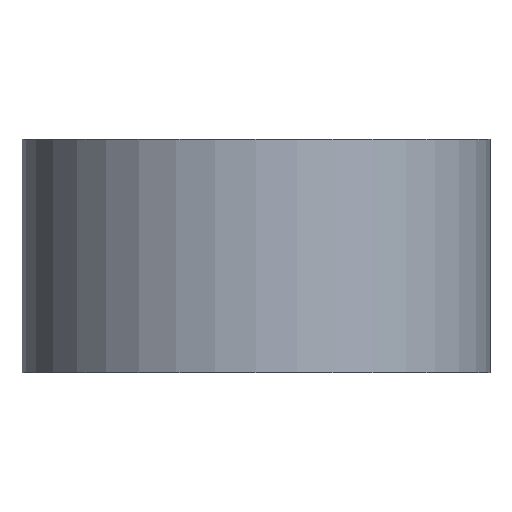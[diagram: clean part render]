
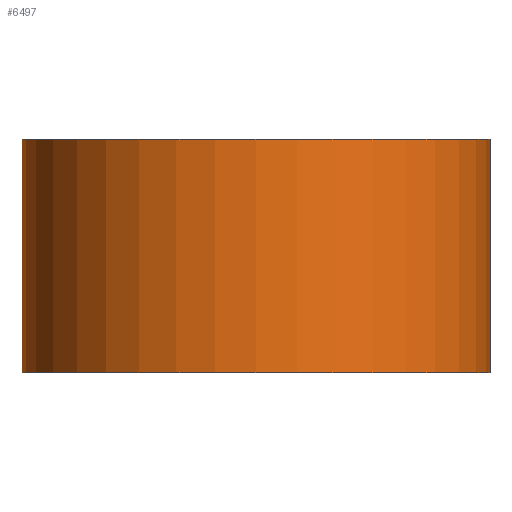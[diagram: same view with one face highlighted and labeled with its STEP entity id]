
A CAD part, front view. The second image highlights one B-rep face of the part: STEP entity #6497.
In plain terms, the highlighted cylindrical face has radius 25.4 mm (diameter 50.8 mm), a partial arc.
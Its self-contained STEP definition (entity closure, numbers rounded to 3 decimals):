
#40 = ORIENTED_EDGE ( 'NONE', *, *, #5693, .T. ) ;
#418 = EDGE_CURVE ( 'NONE', #451, #7518, #3274, .T. ) ;
#451 = VERTEX_POINT ( 'NONE', #8669 ) ;
#760 = CARTESIAN_POINT ( 'NONE',  ( -25.4, 0., 12.7 ) ) ;
#788 = EDGE_CURVE ( 'NONE', #1154, #7809, #7354, .T. ) ;
#1034 = DIRECTION ( 'NONE',  ( 0., 0., 1. ) ) ;
#1154 = VERTEX_POINT ( 'NONE', #1172 ) ;
#1172 = CARTESIAN_POINT ( 'NONE',  ( 25.4, 0., 12.7 ) ) ;
#1549 = CARTESIAN_POINT ( 'NONE',  ( 0., 0., 12.7 ) ) ;
#1611 = DIRECTION ( 'NONE',  ( -1., 0., 0. ) ) ;
#1830 = EDGE_CURVE ( 'NONE', #451, #1154, #2922, .T. ) ;
#2607 = AXIS2_PLACEMENT_3D ( 'NONE', #1549, #5458, #1611 ) ;
#2736 = CIRCLE ( 'NONE', #6196, 25.4 ) ;
#2892 = ORIENTED_EDGE ( 'NONE', *, *, #418, .T. ) ;
#2922 = CIRCLE ( 'NONE', #9523, 25.4 ) ;
#3004 = CARTESIAN_POINT ( 'NONE',  ( 25.4, 0., 12.7 ) ) ;
#3274 = LINE ( 'NONE', #760, #9345 ) ;
#3282 = ORIENTED_EDGE ( 'NONE', *, *, #788, .F. ) ;
#3561 = ORIENTED_EDGE ( 'NONE', *, *, #1830, .F. ) ;
#3699 = FACE_OUTER_BOUND ( 'NONE', #4974, .T. ) ;
#3962 = CARTESIAN_POINT ( 'NONE',  ( 0., 0., -12.7 ) ) ;
#4761 = DIRECTION ( 'NONE',  ( 1., 0., 0. ) ) ;
#4974 = EDGE_LOOP ( 'NONE', ( #40, #3282, #3561, #2892 ) ) ;
#5458 = DIRECTION ( 'NONE',  ( 0., 0., -1. ) ) ;
#5477 = DIRECTION ( 'NONE',  ( 0., 0., -1. ) ) ;
#5693 = EDGE_CURVE ( 'NONE', #7518, #7809, #2736, .T. ) ;
#5746 = CARTESIAN_POINT ( 'NONE',  ( 0., 0., 12.7 ) ) ;
#6196 = AXIS2_PLACEMENT_3D ( 'NONE', #3962, #9474, #4761 ) ;
#6497 = ADVANCED_FACE ( 'NONE', ( #3699 ), #7650, .T. ) ;
#6541 = DIRECTION ( 'NONE',  ( 1., 0., 0. ) ) ;
#6662 = CARTESIAN_POINT ( 'NONE',  ( -25.4, 0., -12.7 ) ) ;
#7354 = LINE ( 'NONE', #3004, #9457 ) ;
#7518 = VERTEX_POINT ( 'NONE', #6662 ) ;
#7650 = CYLINDRICAL_SURFACE ( 'NONE', #2607, 25.4 ) ;
#7781 = DIRECTION ( 'NONE',  ( 0., 0., -1. ) ) ;
#7809 = VERTEX_POINT ( 'NONE', #7990 ) ;
#7990 = CARTESIAN_POINT ( 'NONE',  ( 25.4, 0., -12.7 ) ) ;
#8669 = CARTESIAN_POINT ( 'NONE',  ( -25.4, 0., 12.7 ) ) ;
#9345 = VECTOR ( 'NONE', #5477, 1000. ) ;
#9457 = VECTOR ( 'NONE', #7781, 1000. ) ;
#9474 = DIRECTION ( 'NONE',  ( 0., 0., 1. ) ) ;
#9523 = AXIS2_PLACEMENT_3D ( 'NONE', #5746, #1034, #6541 ) ;
